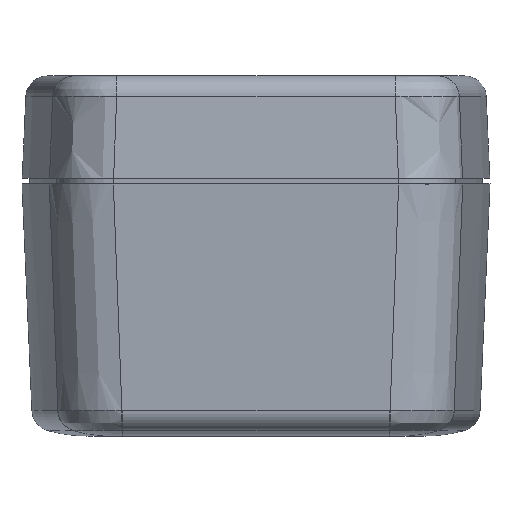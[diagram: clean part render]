
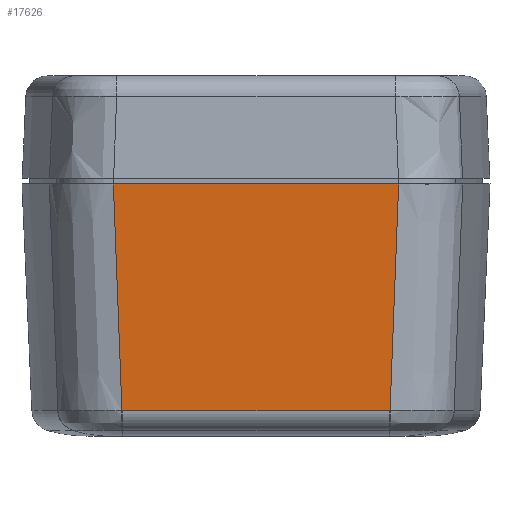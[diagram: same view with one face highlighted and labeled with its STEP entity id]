
A CAD part, left-side view. The second image highlights one B-rep face of the part: STEP entity #17626.
In plain terms, the highlighted face is planar.
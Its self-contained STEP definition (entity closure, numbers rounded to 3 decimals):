
#26 = EDGE_CURVE ( 'NONE', #27771, #31953, #28777, .T. ) ;
#345 = CARTESIAN_POINT ( 'NONE',  ( 60., 27.5, -35. ) ) ;
#404 = CARTESIAN_POINT ( 'NONE',  ( 60., 19.809, -35. ) ) ;
#1975 = VERTEX_POINT ( 'NONE', #10483 ) ;
#2236 = LINE ( 'NONE', #4036, #8864 ) ;
#2313 = CARTESIAN_POINT ( 'NONE',  ( 60., -19.809, -35. ) ) ;
#2756 = CARTESIAN_POINT ( 'NONE',  ( 58.626, 18.619, -3.52 ) ) ;
#2856 = DIRECTION ( 'NONE',  ( 0.044, 0., -0.999 ) ) ;
#3546 = CARTESIAN_POINT ( 'NONE',  ( 58.833, 18.799, -8.275 ) ) ;
#4036 = CARTESIAN_POINT ( 'NONE',  ( 58.626, 27.5, -3.519 ) ) ;
#4477 = CARTESIAN_POINT ( 'NONE',  ( 58.626, -18.619, -3.52 ) ) ;
#5756 = ORIENTED_EDGE ( 'NONE', *, *, #27057, .T. ) ;
#6691 = B_SPLINE_CURVE_WITH_KNOTS ( 'NONE', 3,
 ( #404, #17850, #18603, #28313, #13686, #3546, #21034 ),
 .UNSPECIFIED., .F., .F.,
 ( 4, 3, 4 ),
 ( 0., 0.017, 0.032 ),
 .UNSPECIFIED. ) ;
#7756 = CARTESIAN_POINT ( 'NONE',  ( 58.626, 18.485, -3.519 ) ) ;
#8609 = VERTEX_POINT ( 'NONE', #17366 ) ;
#8864 = VECTOR ( 'NONE', #26193, 1000. ) ;
#9326 = CARTESIAN_POINT ( 'NONE',  ( 58.626, 18.485, -3.519 ) ) ;
#9582 = CARTESIAN_POINT ( 'NONE',  ( 58.626, 18.619, -3.52 ) ) ;
#10483 = CARTESIAN_POINT ( 'NONE',  ( 58.626, -18.485, -3.519 ) ) ;
#10707 = CARTESIAN_POINT ( 'NONE',  ( 58.626, -18.619, -3.52 ) ) ;
#12892 = CARTESIAN_POINT ( 'NONE',  ( 58.626, 18.53, -3.519 ) ) ;
#13001 = CARTESIAN_POINT ( 'NONE',  ( 58.626, 18.574, -3.519 ) ) ;
#13120 = CARTESIAN_POINT ( 'NONE',  ( 58.626, -18.53, -3.519 ) ) ;
#13212 = DIRECTION ( 'NONE',  ( 0.999, 0., 0.044 ) ) ;
#13686 = CARTESIAN_POINT ( 'NONE',  ( 59.041, 18.979, -13.03 ) ) ;
#14344 = ORIENTED_EDGE ( 'NONE', *, *, #25870, .T. ) ;
#15066 = CARTESIAN_POINT ( 'NONE',  ( 59.499, -19.376, -23.523 ) ) ;
#15287 = PLANE ( 'NONE',  #21009 ) ;
#15516 = CARTESIAN_POINT ( 'NONE',  ( 58.626, -18.485, -3.519 ) ) ;
#17283 = CARTESIAN_POINT ( 'NONE',  ( 59.041, -18.979, -13.03 ) ) ;
#17366 = CARTESIAN_POINT ( 'NONE',  ( 60., 19.809, -35. ) ) ;
#17626 = ADVANCED_FACE ( 'NONE', ( #19058 ), #15287, .T. ) ;
#17850 = CARTESIAN_POINT ( 'NONE',  ( 59.749, 19.592, -29.262 ) ) ;
#18603 = CARTESIAN_POINT ( 'NONE',  ( 59.499, 19.376, -23.523 ) ) ;
#19054 = CARTESIAN_POINT ( 'NONE',  ( 60., -19.809, -35. ) ) ;
#19058 = FACE_OUTER_BOUND ( 'NONE', #29906, .T. ) ;
#19896 = CARTESIAN_POINT ( 'NONE',  ( 59.749, -19.592, -29.262 ) ) ;
#19912 = ORIENTED_EDGE ( 'NONE', *, *, #26, .T. ) ;
#20108 = B_SPLINE_CURVE_WITH_KNOTS ( 'NONE', 3,
 ( #15516, #13120, #25687, #10707 ),
 .UNSPECIFIED., .F., .F.,
 ( 4, 4 ),
 ( 0., 0. ),
 .UNSPECIFIED. ) ;
#20486 = VERTEX_POINT ( 'NONE', #4477 ) ;
#20727 = DIRECTION ( 'NONE',  ( 0., 1., 0. ) ) ;
#21009 = AXIS2_PLACEMENT_3D ( 'NONE', #345, #13212, #2856 ) ;
#21026 = VECTOR ( 'NONE', #20727, 1000. ) ;
#21034 = CARTESIAN_POINT ( 'NONE',  ( 58.626, 18.619, -3.52 ) ) ;
#21777 = B_SPLINE_CURVE_WITH_KNOTS ( 'NONE', 3,
 ( #27515, #27197, #17283, #27304, #15066, #19896, #2313 ),
 .UNSPECIFIED., .F., .F.,
 ( 4, 3, 4 ),
 ( 0.004, 0.018, 0.035 ),
 .UNSPECIFIED. ) ;
#21815 = LINE ( 'NONE', #30631, #21026 ) ;
#23520 = ORIENTED_EDGE ( 'NONE', *, *, #31616, .T. ) ;
#24378 = EDGE_CURVE ( 'NONE', #8609, #27771, #6691, .T. ) ;
#24552 = ORIENTED_EDGE ( 'NONE', *, *, #31430, .T. ) ;
#25093 = ORIENTED_EDGE ( 'NONE', *, *, #24378, .T. ) ;
#25687 = CARTESIAN_POINT ( 'NONE',  ( 58.626, -18.574, -3.519 ) ) ;
#25870 = EDGE_CURVE ( 'NONE', #1975, #20486, #20108, .T. ) ;
#26193 = DIRECTION ( 'NONE',  ( 0., -1., 0. ) ) ;
#27057 = EDGE_CURVE ( 'NONE', #20486, #29798, #21777, .T. ) ;
#27197 = CARTESIAN_POINT ( 'NONE',  ( 58.833, -18.799, -8.275 ) ) ;
#27304 = CARTESIAN_POINT ( 'NONE',  ( 59.248, -19.159, -17.785 ) ) ;
#27515 = CARTESIAN_POINT ( 'NONE',  ( 58.626, -18.619, -3.52 ) ) ;
#27771 = VERTEX_POINT ( 'NONE', #9582 ) ;
#28313 = CARTESIAN_POINT ( 'NONE',  ( 59.248, 19.159, -17.785 ) ) ;
#28777 = B_SPLINE_CURVE_WITH_KNOTS ( 'NONE', 3,
 ( #2756, #13001, #12892, #7756 ),
 .UNSPECIFIED., .F., .F.,
 ( 4, 4 ),
 ( 0., 0. ),
 .UNSPECIFIED. ) ;
#29798 = VERTEX_POINT ( 'NONE', #19054 ) ;
#29906 = EDGE_LOOP ( 'NONE', ( #24552, #14344, #5756, #23520, #25093, #19912 ) ) ;
#30631 = CARTESIAN_POINT ( 'NONE',  ( 60., 27.5, -35. ) ) ;
#31430 = EDGE_CURVE ( 'NONE', #31953, #1975, #2236, .T. ) ;
#31616 = EDGE_CURVE ( 'NONE', #29798, #8609, #21815, .T. ) ;
#31953 = VERTEX_POINT ( 'NONE', #9326 ) ;
